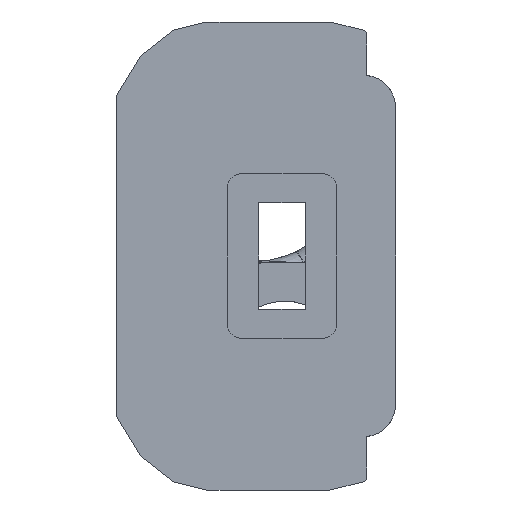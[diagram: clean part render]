
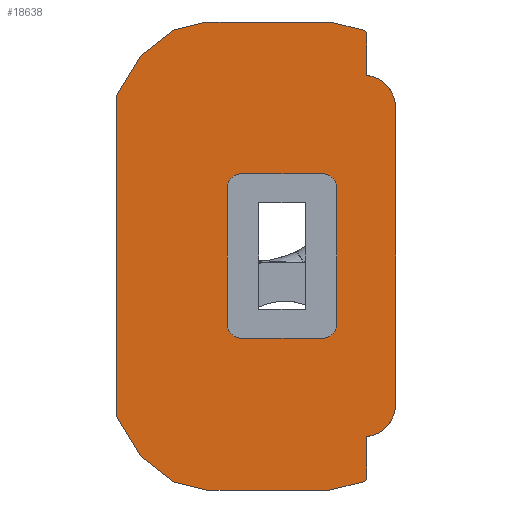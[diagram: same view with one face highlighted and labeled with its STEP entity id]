
A CAD part, left-side view. The second image highlights one B-rep face of the part: STEP entity #18638.
In plain terms, the highlighted planar face has unit normal (-1, 0, 0).
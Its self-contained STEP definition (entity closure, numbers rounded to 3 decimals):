
#239=FACE_BOUND('',#2547,.T.);
#491=PLANE('',#19061);
#1517=FACE_OUTER_BOUND('',#2546,.T.);
#2546=EDGE_LOOP('',(#16971,#16972,#16973,#16974,#16975,#16976,#16977,#16978,
#16979,#16980,#16981,#16982,#16983,#16984,#16985,#16986,#16987,#16988));
#2547=EDGE_LOOP('',(#16989,#16990,#16991,#16992,#16993,#16994,#16995,#16996));
#4077=LINE('',#22061,#5385);
#4080=LINE('',#22069,#5388);
#4118=LINE('',#22165,#5426);
#4139=LINE('',#22214,#5447);
#4142=LINE('',#22220,#5450);
#4144=LINE('',#22223,#5452);
#4147=LINE('',#22229,#5455);
#4149=LINE('',#22233,#5457);
#4151=LINE('',#22238,#5459);
#4153=LINE('',#22242,#5461);
#4155=LINE('',#22246,#5463);
#4158=LINE('',#22252,#5466);
#4160=LINE('',#22256,#5468);
#4258=LINE('',#23320,#5566);
#5086=LINE('',#38401,#6394);
#5089=LINE('',#38409,#6397);
#5139=LINE('',#38761,#6447);
#5140=LINE('',#38763,#6448);
#5141=LINE('',#38765,#6449);
#5142=LINE('',#38767,#6450);
#5385=VECTOR('',#19660,10.);
#5388=VECTOR('',#19669,10.);
#5426=VECTOR('',#19765,10.);
#5447=VECTOR('',#19800,10.);
#5450=VECTOR('',#19805,10.);
#5452=VECTOR('',#19809,10.);
#5455=VECTOR('',#19814,10.);
#5457=VECTOR('',#19818,10.);
#5459=VECTOR('',#19822,10.);
#5461=VECTOR('',#19826,10.);
#5463=VECTOR('',#19830,10.);
#5466=VECTOR('',#19835,10.);
#5468=VECTOR('',#19839,10.);
#5566=VECTOR('',#19973,10.);
#6394=VECTOR('',#20983,10.);
#6397=VECTOR('',#20992,10.);
#6447=VECTOR('',#21202,10.);
#6448=VECTOR('',#21205,10.);
#6449=VECTOR('',#21208,10.);
#6450=VECTOR('',#21211,10.);
#6527=CIRCLE('',#18817,1.);
#6528=CIRCLE('',#18820,1.);
#6532=CIRCLE('',#18849,2.4);
#6536=CIRCLE('',#18888,2.4);
#6537=CIRCLE('',#18977,1.);
#6538=CIRCLE('',#18980,1.);
#6815=VERTEX_POINT('',#22053);
#6816=VERTEX_POINT('',#22055);
#6817=VERTEX_POINT('',#22059);
#6818=VERTEX_POINT('',#22063);
#6819=VERTEX_POINT('',#22067);
#6846=VERTEX_POINT('',#22157);
#6847=VERTEX_POINT('',#22159);
#6848=VERTEX_POINT('',#22163);
#6868=VERTEX_POINT('',#22211);
#6869=VERTEX_POINT('',#22213);
#6870=VERTEX_POINT('',#22217);
#6871=VERTEX_POINT('',#22219);
#6872=VERTEX_POINT('',#22225);
#6873=VERTEX_POINT('',#22227);
#6874=VERTEX_POINT('',#22231);
#6875=VERTEX_POINT('',#22235);
#6876=VERTEX_POINT('',#22237);
#6877=VERTEX_POINT('',#22241);
#6878=VERTEX_POINT('',#22245);
#6879=VERTEX_POINT('',#22249);
#6880=VERTEX_POINT('',#22251);
#6881=VERTEX_POINT('',#22255);
#7628=VERTEX_POINT('',#26818);
#8415=VERTEX_POINT('',#38400);
#8416=VERTEX_POINT('',#38404);
#8417=VERTEX_POINT('',#38408);
#8809=EDGE_CURVE('',#6816,#6815,#6527,.T.);
#8812=EDGE_CURVE('',#6815,#6817,#4077,.T.);
#8814=EDGE_CURVE('',#6817,#6818,#6528,.T.);
#8816=EDGE_CURVE('',#6818,#6819,#4080,.T.);
#8861=EDGE_CURVE('',#6846,#6847,#6532,.T.);
#8864=EDGE_CURVE('',#6846,#6848,#4118,.T.);
#8888=EDGE_CURVE('',#6869,#6868,#4139,.T.);
#8891=EDGE_CURVE('',#6871,#6870,#4142,.T.);
#8893=EDGE_CURVE('',#6868,#6871,#4144,.T.);
#8896=EDGE_CURVE('',#6872,#6873,#4147,.T.);
#8898=EDGE_CURVE('',#6873,#6874,#4149,.T.);
#8900=EDGE_CURVE('',#6876,#6875,#4151,.T.);
#8902=EDGE_CURVE('',#6877,#6876,#4153,.T.);
#8904=EDGE_CURVE('',#6878,#6877,#4155,.T.);
#8907=EDGE_CURVE('',#6880,#6879,#4158,.T.);
#8909=EDGE_CURVE('',#6881,#6880,#4160,.T.);
#9109=EDGE_CURVE('',#6869,#6875,#4258,.T.);
#9727=EDGE_CURVE('',#7628,#6848,#6536,.T.);
#11214=EDGE_CURVE('',#8415,#6816,#5086,.T.);
#11216=EDGE_CURVE('',#8416,#8415,#6537,.T.);
#11218=EDGE_CURVE('',#8417,#8416,#5089,.T.);
#11220=EDGE_CURVE('',#6819,#8417,#6538,.T.);
#11308=EDGE_CURVE('',#6879,#6847,#5139,.T.);
#11309=EDGE_CURVE('',#7628,#6872,#5140,.T.);
#11310=EDGE_CURVE('',#6874,#6878,#5141,.T.);
#11311=EDGE_CURVE('',#6881,#6870,#5142,.T.);
#16971=ORIENTED_EDGE('',*,*,#8891,.T.);
#16972=ORIENTED_EDGE('',*,*,#11311,.F.);
#16973=ORIENTED_EDGE('',*,*,#8909,.T.);
#16974=ORIENTED_EDGE('',*,*,#8907,.T.);
#16975=ORIENTED_EDGE('',*,*,#11308,.T.);
#16976=ORIENTED_EDGE('',*,*,#8861,.F.);
#16977=ORIENTED_EDGE('',*,*,#8864,.T.);
#16978=ORIENTED_EDGE('',*,*,#9727,.F.);
#16979=ORIENTED_EDGE('',*,*,#11309,.T.);
#16980=ORIENTED_EDGE('',*,*,#8896,.T.);
#16981=ORIENTED_EDGE('',*,*,#8898,.T.);
#16982=ORIENTED_EDGE('',*,*,#11310,.T.);
#16983=ORIENTED_EDGE('',*,*,#8904,.T.);
#16984=ORIENTED_EDGE('',*,*,#8902,.T.);
#16985=ORIENTED_EDGE('',*,*,#8900,.T.);
#16986=ORIENTED_EDGE('',*,*,#9109,.F.);
#16987=ORIENTED_EDGE('',*,*,#8888,.T.);
#16988=ORIENTED_EDGE('',*,*,#8893,.T.);
#16989=ORIENTED_EDGE('',*,*,#11214,.T.);
#16990=ORIENTED_EDGE('',*,*,#8809,.T.);
#16991=ORIENTED_EDGE('',*,*,#8812,.T.);
#16992=ORIENTED_EDGE('',*,*,#8814,.T.);
#16993=ORIENTED_EDGE('',*,*,#8816,.T.);
#16994=ORIENTED_EDGE('',*,*,#11220,.T.);
#16995=ORIENTED_EDGE('',*,*,#11218,.T.);
#16996=ORIENTED_EDGE('',*,*,#11216,.T.);
#18638=ADVANCED_FACE('',(#1517,#239),#491,.T.);
#18817=AXIS2_PLACEMENT_3D('',#22056,#19654,#19655);
#18820=AXIS2_PLACEMENT_3D('',#22065,#19664,#19665);
#18849=AXIS2_PLACEMENT_3D('',#22160,#19759,#19760);
#18888=AXIS2_PLACEMENT_3D('',#26820,#20031,#20032);
#18977=AXIS2_PLACEMENT_3D('',#38405,#20987,#20988);
#18980=AXIS2_PLACEMENT_3D('',#38412,#20996,#20997);
#19061=AXIS2_PLACEMENT_3D('',#38766,#21209,#21210);
#19654=DIRECTION('center_axis',(1.,0.,0.));
#19655=DIRECTION('ref_axis',(0.,0.,-1.));
#19660=DIRECTION('',(0.,1.,0.));
#19664=DIRECTION('center_axis',(1.,0.,0.));
#19665=DIRECTION('ref_axis',(0.,1.,0.));
#19669=DIRECTION('',(0.,0.,1.));
#19759=DIRECTION('center_axis',(1.,0.,0.));
#19760=DIRECTION('ref_axis',(0.,-0.125,-0.992));
#19765=DIRECTION('',(0.,0.,1.));
#19800=DIRECTION('',(0.,-0.519,-0.855));
#19805=DIRECTION('',(0.,-0.972,-0.233));
#19809=DIRECTION('',(0.,-0.787,-0.617));
#19814=DIRECTION('',(0.,0.787,0.617));
#19818=DIRECTION('',(0.,0.972,0.233));
#19822=DIRECTION('',(0.,0.519,-0.855));
#19826=DIRECTION('',(0.,0.787,-0.617));
#19830=DIRECTION('',(0.,0.972,-0.233));
#19835=DIRECTION('',(0.,-0.787,0.617));
#19839=DIRECTION('',(0.,-0.972,0.233));
#19973=DIRECTION('',(0.,0.,1.));
#20031=DIRECTION('center_axis',(1.,0.,0.));
#20032=DIRECTION('ref_axis',(0.,-0.125,0.992));
#20983=DIRECTION('',(0.,0.,-1.));
#20987=DIRECTION('center_axis',(1.,0.,0.));
#20988=DIRECTION('ref_axis',(0.,-1.,0.));
#20992=DIRECTION('',(0.,-1.,0.));
#20996=DIRECTION('center_axis',(1.,0.,0.));
#20997=DIRECTION('ref_axis',(0.,0.,1.));
#21202=DIRECTION('',(0.,0.,1.));
#21205=DIRECTION('',(0.,0.,1.));
#21208=DIRECTION('',(0.,1.,0.));
#21209=DIRECTION('center_axis',(-1.,0.,0.));
#21210=DIRECTION('ref_axis',(0.,0.,1.));
#21211=DIRECTION('',(0.,1.,0.));
#22053=CARTESIAN_POINT('',(-3.1,5.3,-6.));
#22055=CARTESIAN_POINT('',(-3.1,4.3,-5.));
#22056=CARTESIAN_POINT('Origin',(-3.1,5.3,-5.));
#22059=CARTESIAN_POINT('',(-3.1,11.3,-6.));
#22061=CARTESIAN_POINT('',(-3.1,2.65,-6.));
#22063=CARTESIAN_POINT('',(-3.1,12.3,-5.));
#22065=CARTESIAN_POINT('Origin',(-3.1,11.3,-5.));
#22067=CARTESIAN_POINT('',(-3.1,12.3,5.));
#22069=CARTESIAN_POINT('',(-3.1,12.3,-11.05));
#22157=CARTESIAN_POINT('',(-3.1,0.,-10.819));
#22159=CARTESIAN_POINT('',(-3.1,2.1,-13.2));
#22160=CARTESIAN_POINT('Origin',(-3.1,2.4,-10.819));
#22163=CARTESIAN_POINT('',(-3.1,0.,10.819));
#22165=CARTESIAN_POINT('',(-3.1,0.,-17.1));
#22211=CARTESIAN_POINT('',(-3.1,18.6,-14.662));
#22213=CARTESIAN_POINT('',(-3.1,20.4,-11.7));
#22214=CARTESIAN_POINT('',(-3.1,16.451,-18.199));
#22217=CARTESIAN_POINT('',(-3.1,13.787,-17.1));
#22219=CARTESIAN_POINT('',(-3.1,16.238,-16.512));
#22220=CARTESIAN_POINT('',(-3.1,8.494,-18.37));
#22223=CARTESIAN_POINT('',(-3.1,12.244,-19.64));
#22225=CARTESIAN_POINT('',(-3.1,2.1,16.307));
#22227=CARTESIAN_POINT('',(-3.1,2.362,16.512));
#22229=CARTESIAN_POINT('',(-3.1,-7.709,8.625));
#22231=CARTESIAN_POINT('',(-3.1,4.813,17.1));
#22233=CARTESIAN_POINT('',(-3.1,-2.567,15.33));
#22235=CARTESIAN_POINT('',(-3.1,20.4,11.7));
#22237=CARTESIAN_POINT('',(-3.1,18.6,14.662));
#22238=CARTESIAN_POINT('',(-3.1,23.14,7.191));
#22241=CARTESIAN_POINT('',(-3.1,16.238,16.512));
#22242=CARTESIAN_POINT('',(-3.1,19.363,14.065));
#22245=CARTESIAN_POINT('',(-3.1,13.787,17.1));
#22246=CARTESIAN_POINT('',(-3.1,11.147,17.733));
#22249=CARTESIAN_POINT('',(-3.1,2.1,-16.307));
#22251=CARTESIAN_POINT('',(-3.1,2.362,-16.512));
#22252=CARTESIAN_POINT('',(-3.1,1.773,-16.051));
#22255=CARTESIAN_POINT('',(-3.1,4.813,-17.1));
#22256=CARTESIAN_POINT('',(-3.1,2.537,-16.554));
#23320=CARTESIAN_POINT('',(-3.1,20.4,-8.55));
#26818=CARTESIAN_POINT('',(-3.1,2.1,13.2));
#26820=CARTESIAN_POINT('Origin',(-3.1,2.4,10.819));
#38400=CARTESIAN_POINT('',(-3.1,4.3,5.));
#38401=CARTESIAN_POINT('',(-3.1,4.3,-6.05));
#38404=CARTESIAN_POINT('',(-3.1,5.3,6.));
#38405=CARTESIAN_POINT('Origin',(-3.1,5.3,5.));
#38408=CARTESIAN_POINT('',(-3.1,11.3,6.));
#38409=CARTESIAN_POINT('',(-3.1,5.65,6.));
#38412=CARTESIAN_POINT('Origin',(-3.1,11.3,5.));
#38761=CARTESIAN_POINT('',(-3.1,2.1,-16.575));
#38763=CARTESIAN_POINT('',(-3.1,2.1,-0.525));
#38765=CARTESIAN_POINT('',(-3.1,0.,17.1));
#38766=CARTESIAN_POINT('Origin',(-3.1,0.,-17.1));
#38767=CARTESIAN_POINT('',(-3.1,18.6,-17.1));
